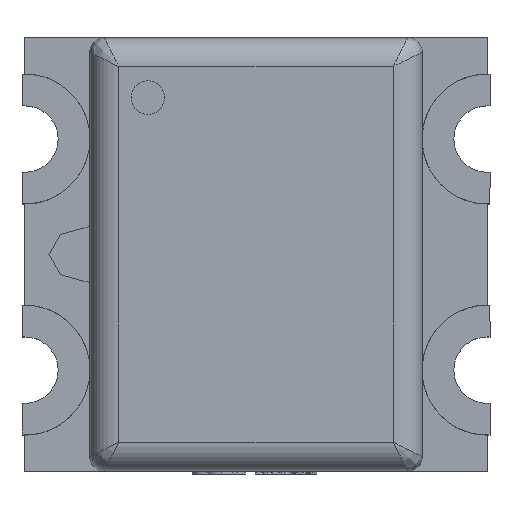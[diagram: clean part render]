
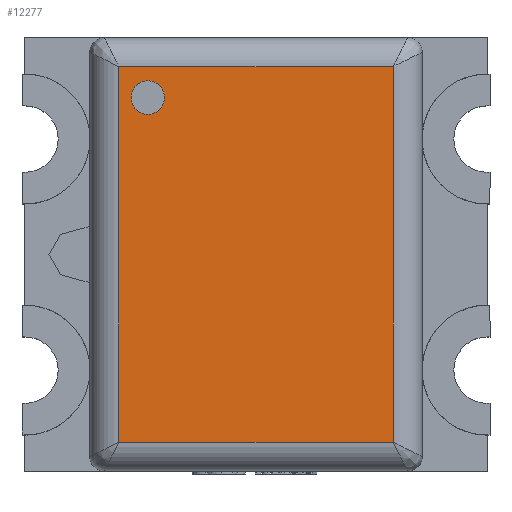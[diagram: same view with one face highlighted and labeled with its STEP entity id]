
A CAD part, top view. The second image highlights one B-rep face of the part: STEP entity #12277.
In plain terms, the highlighted planar face has unit normal (0, 0, 1).
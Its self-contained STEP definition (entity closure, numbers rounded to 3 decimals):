
#71 = CARTESIAN_POINT ( 'NONE',  ( -0.525, 0.65, 0.55 ) ) ;
#543 = DIRECTION ( 'NONE',  ( 1., 0., 0. ) ) ;
#625 = CARTESIAN_POINT ( 'NONE',  ( 0., 0., 0.55 ) ) ;
#782 = DIRECTION ( 'NONE',  ( 0., 0., 1. ) ) ;
#792 = FACE_BOUND ( 'NONE', #9448, .T. ) ;
#935 = VECTOR ( 'NONE', #8001, 1000. ) ;
#1205 = EDGE_CURVE ( 'NONE', #12469, #2375, #12271, .T. ) ;
#1280 = LINE ( 'NONE', #8539, #1299 ) ;
#1299 = VECTOR ( 'NONE', #6108, 1000. ) ;
#2375 = VERTEX_POINT ( 'NONE', #3237 ) ;
#2758 = DIRECTION ( 'NONE',  ( -1., 0., 0. ) ) ;
#3116 = ORIENTED_EDGE ( 'NONE', *, *, #4927, .T. ) ;
#3237 = CARTESIAN_POINT ( 'NONE',  ( -0.475, 0.65, 0.55 ) ) ;
#3251 = ORIENTED_EDGE ( 'NONE', *, *, #4372, .T. ) ;
#3399 = VERTEX_POINT ( 'NONE', #7205 ) ;
#3827 = CIRCLE ( 'NONE', #8870, 0.058 ) ;
#4372 = EDGE_CURVE ( 'NONE', #2375, #11393, #6824, .T. ) ;
#4506 = DIRECTION ( 'NONE',  ( 1., 0., 0. ) ) ;
#4927 = EDGE_CURVE ( 'NONE', #11393, #3399, #9612, .T. ) ;
#4953 = ORIENTED_EDGE ( 'NONE', *, *, #12646, .T. ) ;
#5684 = CARTESIAN_POINT ( 'NONE',  ( -0.375, 0.543, 0.55 ) ) ;
#6108 = DIRECTION ( 'NONE',  ( 0., 1., 0. ) ) ;
#6208 = DIRECTION ( 'NONE',  ( 1., 0., 0. ) ) ;
#6540 = DIRECTION ( 'NONE',  ( 0., 0., 1. ) ) ;
#6752 = CARTESIAN_POINT ( 'NONE',  ( -0.433, 0.543, 0.55 ) ) ;
#6824 = LINE ( 'NONE', #12783, #935 ) ;
#7083 = ORIENTED_EDGE ( 'NONE', *, *, #1205, .T. ) ;
#7205 = CARTESIAN_POINT ( 'NONE',  ( 0.475, -0.65, 0.55 ) ) ;
#7554 = CARTESIAN_POINT ( 'NONE',  ( -0.475, -0.65, 0.55 ) ) ;
#7864 = EDGE_CURVE ( 'NONE', #9808, #11757, #3827, .T. ) ;
#7952 = FACE_OUTER_BOUND ( 'NONE', #12673, .T. ) ;
#8001 = DIRECTION ( 'NONE',  ( 0., -1., 0. ) ) ;
#8412 = CARTESIAN_POINT ( 'NONE',  ( 0.525, -0.65, 0.55 ) ) ;
#8539 = CARTESIAN_POINT ( 'NONE',  ( 0.475, 0.7, 0.55 ) ) ;
#8648 = CIRCLE ( 'NONE', #10204, 0.058 ) ;
#8692 = CARTESIAN_POINT ( 'NONE',  ( -0.375, 0.543, 0.55 ) ) ;
#8867 = EDGE_CURVE ( 'NONE', #11757, #9808, #8648, .T. ) ;
#8870 = AXIS2_PLACEMENT_3D ( 'NONE', #5684, #782, #4506 ) ;
#8897 = VECTOR ( 'NONE', #6208, 1000. ) ;
#8958 = CARTESIAN_POINT ( 'NONE',  ( 0.475, 0.65, 0.55 ) ) ;
#9448 = EDGE_LOOP ( 'NONE', ( #12729, #10199 ) ) ;
#9612 = LINE ( 'NONE', #8412, #8897 ) ;
#9808 = VERTEX_POINT ( 'NONE', #6752 ) ;
#10199 = ORIENTED_EDGE ( 'NONE', *, *, #7864, .F. ) ;
#10204 = AXIS2_PLACEMENT_3D ( 'NONE', #8692, #13725, #11273 ) ;
#11273 = DIRECTION ( 'NONE',  ( 1., 0., 0. ) ) ;
#11393 = VERTEX_POINT ( 'NONE', #7554 ) ;
#11757 = VERTEX_POINT ( 'NONE', #15503 ) ;
#12271 = LINE ( 'NONE', #71, #13060 ) ;
#12277 = ADVANCED_FACE ( 'NONE', ( #792, #7952 ), #14111, .T. ) ;
#12469 = VERTEX_POINT ( 'NONE', #8958 ) ;
#12646 = EDGE_CURVE ( 'NONE', #3399, #12469, #1280, .T. ) ;
#12673 = EDGE_LOOP ( 'NONE', ( #3251, #3116, #4953, #7083 ) ) ;
#12729 = ORIENTED_EDGE ( 'NONE', *, *, #8867, .F. ) ;
#12783 = CARTESIAN_POINT ( 'NONE',  ( -0.475, -0.7, 0.55 ) ) ;
#12940 = AXIS2_PLACEMENT_3D ( 'NONE', #625, #6540, #543 ) ;
#13060 = VECTOR ( 'NONE', #2758, 1000. ) ;
#13725 = DIRECTION ( 'NONE',  ( 0., 0., 1. ) ) ;
#14111 = PLANE ( 'NONE',  #12940 ) ;
#15503 = CARTESIAN_POINT ( 'NONE',  ( -0.317, 0.543, 0.55 ) ) ;
